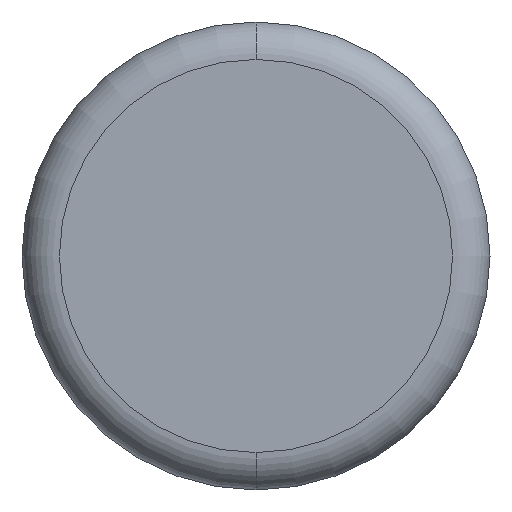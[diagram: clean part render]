
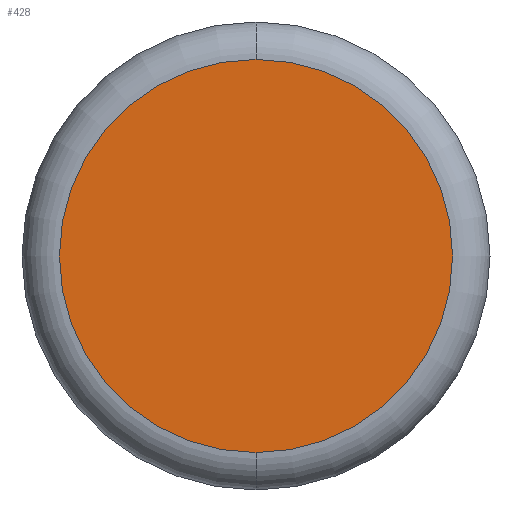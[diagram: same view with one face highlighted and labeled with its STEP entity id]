
A CAD part, front view. The second image highlights one B-rep face of the part: STEP entity #428.
In plain terms, the highlighted planar face has unit normal (0, -1, 0).
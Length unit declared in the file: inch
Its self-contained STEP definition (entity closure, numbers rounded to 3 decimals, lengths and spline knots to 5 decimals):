
#2 = DIRECTION ( 'NONE',  ( 0., -1., 0. ) ) ;
#7 = AXIS2_PLACEMENT_3D ( 'NONE', #473, #2, #526 ) ;
#36 = DIRECTION ( 'NONE',  ( 0., -1., 0. ) ) ;
#62 = DIRECTION ( 'NONE',  ( 0., 0., -1. ) ) ;
#120 = CIRCLE ( 'NONE', #7, 0.315 ) ;
#141 = CARTESIAN_POINT ( 'NONE',  ( 0., 0., 0.315 ) ) ;
#156 = EDGE_CURVE ( 'NONE', #532, #461, #430, .T. ) ;
#188 = CARTESIAN_POINT ( 'NONE',  ( 0., 0., 0. ) ) ;
#197 = ORIENTED_EDGE ( 'NONE', *, *, #156, .T. ) ;
#198 = EDGE_CURVE ( 'NONE', #461, #532, #120, .T. ) ;
#205 = ORIENTED_EDGE ( 'NONE', *, *, #198, .T. ) ;
#232 = DIRECTION ( 'NONE',  ( 0., -1., 0. ) ) ;
#238 = EDGE_LOOP ( 'NONE', ( #205, #197 ) ) ;
#292 = AXIS2_PLACEMENT_3D ( 'NONE', #188, #232, #62 ) ;
#301 = AXIS2_PLACEMENT_3D ( 'NONE', #455, #36, #534 ) ;
#339 = FACE_OUTER_BOUND ( 'NONE', #238, .T. ) ;
#428 = ADVANCED_FACE ( 'NONE', ( #339 ), #488, .T. ) ;
#430 = CIRCLE ( 'NONE', #292, 0.315 ) ;
#446 = CARTESIAN_POINT ( 'NONE',  ( 0., 0., -0.315 ) ) ;
#455 = CARTESIAN_POINT ( 'NONE',  ( 0., 0., 0. ) ) ;
#461 = VERTEX_POINT ( 'NONE', #446 ) ;
#473 = CARTESIAN_POINT ( 'NONE',  ( 0., 0., 0. ) ) ;
#488 = PLANE ( 'NONE',  #301 ) ;
#526 = DIRECTION ( 'NONE',  ( 0., 0., -1. ) ) ;
#532 = VERTEX_POINT ( 'NONE', #141 ) ;
#534 = DIRECTION ( 'NONE',  ( 0., 0., -1. ) ) ;
